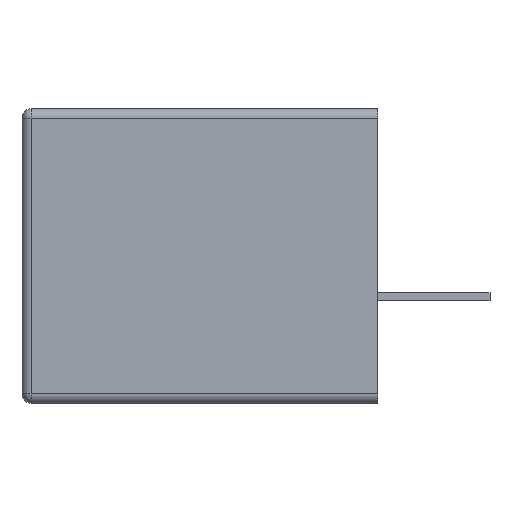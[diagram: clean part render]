
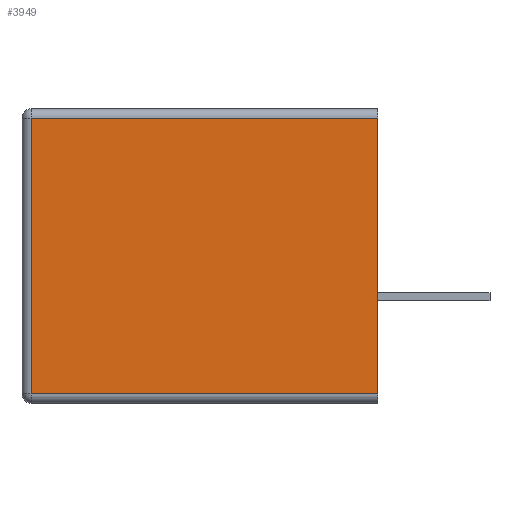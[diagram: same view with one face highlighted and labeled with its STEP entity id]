
A CAD part, left-side view. The second image highlights one B-rep face of the part: STEP entity #3949.
In plain terms, the highlighted planar face has unit normal (-1, 0, 0).
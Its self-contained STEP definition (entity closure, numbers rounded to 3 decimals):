
#117 = CARTESIAN_POINT ( 'NONE',  ( -10.9, 11.1, 4.6 ) ) ;
#375 = VECTOR ( 'NONE', #2942, 1000. ) ;
#400 = ORIENTED_EDGE ( 'NONE', *, *, #3271, .T. ) ;
#470 = LINE ( 'NONE', #2688, #2879 ) ;
#632 = DIRECTION ( 'NONE',  ( 0., 0., -1. ) ) ;
#643 = DIRECTION ( 'NONE',  ( 0., 0., -1. ) ) ;
#822 = LINE ( 'NONE', #1377, #2217 ) ;
#941 = EDGE_CURVE ( 'NONE', #2788, #1908, #822, .T. ) ;
#1159 = CARTESIAN_POINT ( 'NONE',  ( -10.9, 10.8, 4.3 ) ) ;
#1262 = EDGE_LOOP ( 'NONE', ( #400, #1950, #5541, #5439 ) ) ;
#1377 = CARTESIAN_POINT ( 'NONE',  ( -10.9, 11.1, 4.3 ) ) ;
#1908 = VERTEX_POINT ( 'NONE', #1159 ) ;
#1950 = ORIENTED_EDGE ( 'NONE', *, *, #2130, .T. ) ;
#2022 = VERTEX_POINT ( 'NONE', #3911 ) ;
#2130 = EDGE_CURVE ( 'NONE', #2022, #5278, #2957, .T. ) ;
#2217 = VECTOR ( 'NONE', #4458, 1000. ) ;
#2688 = CARTESIAN_POINT ( 'NONE',  ( -10.9, 10.8, 4.6 ) ) ;
#2772 = CARTESIAN_POINT ( 'NONE',  ( -10.9, 0., 4.3 ) ) ;
#2788 = VERTEX_POINT ( 'NONE', #2772 ) ;
#2879 = VECTOR ( 'NONE', #632, 1000. ) ;
#2942 = DIRECTION ( 'NONE',  ( 0., -1., 0. ) ) ;
#2957 = LINE ( 'NONE', #6517, #375 ) ;
#3271 = EDGE_CURVE ( 'NONE', #1908, #2022, #470, .T. ) ;
#3729 = DIRECTION ( 'NONE',  ( 1., 0., 0. ) ) ;
#3911 = CARTESIAN_POINT ( 'NONE',  ( -10.9, 10.8, -4.3 ) ) ;
#3931 = DIRECTION ( 'NONE',  ( 0., 0., 1. ) ) ;
#3949 = ADVANCED_FACE ( 'NONE', ( #6464 ), #4736, .F. ) ;
#3997 = CARTESIAN_POINT ( 'NONE',  ( -10.9, 0., -4.3 ) ) ;
#4457 = LINE ( 'NONE', #6443, #5804 ) ;
#4458 = DIRECTION ( 'NONE',  ( 0., 1., 0. ) ) ;
#4736 = PLANE ( 'NONE',  #5798 ) ;
#5154 = EDGE_CURVE ( 'NONE', #5278, #2788, #4457, .T. ) ;
#5278 = VERTEX_POINT ( 'NONE', #3997 ) ;
#5439 = ORIENTED_EDGE ( 'NONE', *, *, #941, .T. ) ;
#5541 = ORIENTED_EDGE ( 'NONE', *, *, #5154, .T. ) ;
#5798 = AXIS2_PLACEMENT_3D ( 'NONE', #117, #3729, #643 ) ;
#5804 = VECTOR ( 'NONE', #3931, 1000. ) ;
#6443 = CARTESIAN_POINT ( 'NONE',  ( -10.9, 0., 4.6 ) ) ;
#6464 = FACE_OUTER_BOUND ( 'NONE', #1262, .T. ) ;
#6517 = CARTESIAN_POINT ( 'NONE',  ( -10.9, 11.1, -4.3 ) ) ;
